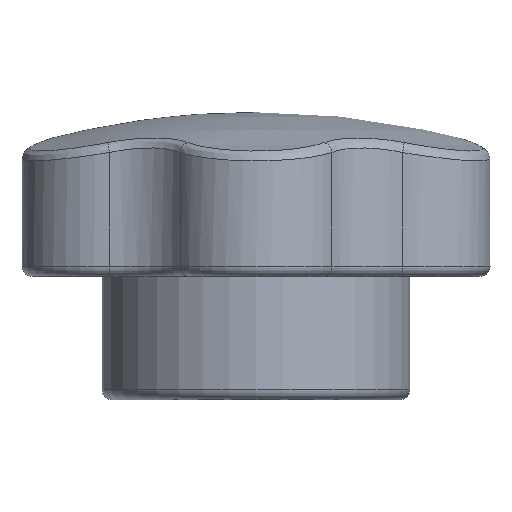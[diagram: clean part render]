
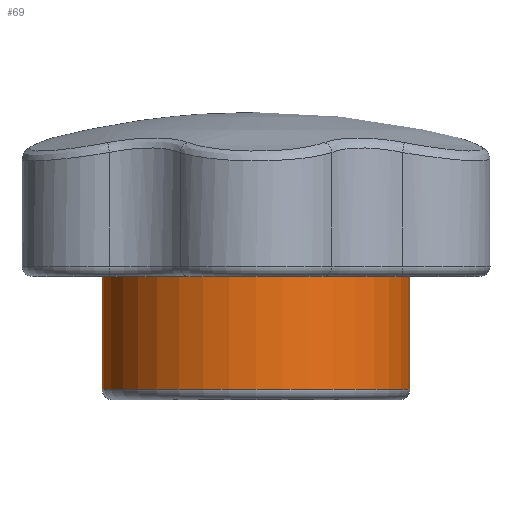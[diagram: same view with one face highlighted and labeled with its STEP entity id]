
A CAD part, left-side view. The second image highlights one B-rep face of the part: STEP entity #69.
In plain terms, the highlighted cylindrical face has radius 7.5 mm (diameter 15 mm), a full revolution.
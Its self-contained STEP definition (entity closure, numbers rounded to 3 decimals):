
#69 = ADVANCED_FACE( '', ( #176, #177 ), #178, .T. );
#176 = FACE_OUTER_BOUND( '', #326, .T. );
#177 = FACE_OUTER_BOUND( '', #327, .T. );
#178 = CYLINDRICAL_SURFACE( '', #328, 7.5 );
#326 = EDGE_LOOP( '', ( #2702 ) );
#327 = EDGE_LOOP( '', ( #2703 ) );
#328 = AXIS2_PLACEMENT_3D( '', #2704, #2705, #2706 );
#2702 = ORIENTED_EDGE( '', *, *, #3029, .T. );
#2703 = ORIENTED_EDGE( '', *, *, #3030, .F. );
#2704 = CARTESIAN_POINT( '', ( 0., 0., 14. ) );
#2705 = DIRECTION( '', ( 0., 0., -1. ) );
#2706 = DIRECTION( '', ( 1., 0., 0. ) );
#3029 = EDGE_CURVE( '', #3166, #3166, #3167, .T. );
#3030 = EDGE_CURVE( '', #3168, #3168, #3169, .T. );
#3166 = VERTEX_POINT( '', #3357 );
#3167 = CIRCLE( '', #3358, 7.5 );
#3168 = VERTEX_POINT( '', #3359 );
#3169 = CIRCLE( '', #3360, 7.5 );
#3357 = CARTESIAN_POINT( '', ( 7.5, 0., 0.5 ) );
#3358 = AXIS2_PLACEMENT_3D( '', #4765, #4766, #4767 );
#3359 = CARTESIAN_POINT( '', ( 7.5, 0., 6. ) );
#3360 = AXIS2_PLACEMENT_3D( '', #4768, #4769, #4770 );
#4765 = CARTESIAN_POINT( '', ( 0., 0., 0.5 ) );
#4766 = DIRECTION( '', ( 0., 0., 1. ) );
#4767 = DIRECTION( '', ( 1., 0., 0. ) );
#4768 = CARTESIAN_POINT( '', ( 0., 0., 6. ) );
#4769 = DIRECTION( '', ( 0., 0., 1. ) );
#4770 = DIRECTION( '', ( 1., 0., 0. ) );
